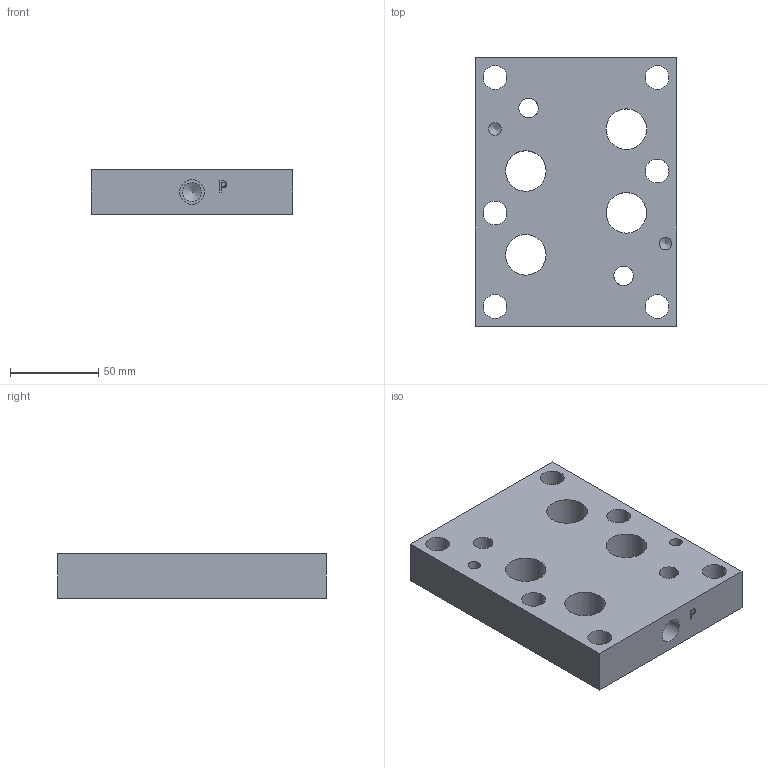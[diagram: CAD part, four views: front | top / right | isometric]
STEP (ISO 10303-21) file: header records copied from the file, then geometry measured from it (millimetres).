
FILE_DESCRIPTION(/* description */ (''),/* implementation_level */ '2;1');
FILE_NAME(/* name */ '_D08TPPT4P.stp',/* time_stamp */ '2021-06-14T12:27:32-04:00',/* author */ ('anthonyv'),/* organization */ (''),/* preprocessor_version */ 'ST-DEVELOPER v18.1',/* originating_system */ 'Autodesk Inventor 2021',/* authorisation */ '');
FILE_SCHEMA (('AUTOMOTIVE_DESIGN { 1 0 10303 214 3 1 1 }'));
Length unit declared in the file: millimetre
Products named in the file (1): Part_AD08TPPT4P_3D
Bounding box: 114.3 x 152.4 x 25.4 mm (x, y, z)
Volume: 358695.9 mm3; surface area: 61862.1 mm2
Topology: 1 solids, 1 shells, 387 faces, 1062 edges, 718 vertices
Faces by surface type: plane 266, bspline 79, cylinder 30, cone 12
Full cylindrical faces by diameter (mm): 6.35 x2, 7.137 x2, 10.719 x2, 11.113 x2, 11.125 x2, 13.487 x6, 13.868 x2, 23.012 x4, 23.017 x2, 25.4 x2, 33.35 x4
Entity records: 13081 total; most frequent: CARTESIAN_POINT 3269, ORIENTED_EDGE 2112, DIRECTION 1612, EDGE_CURVE 1056, LINE 790, VECTOR 790, VERTEX_POINT 718, EDGE_LOOP 458
